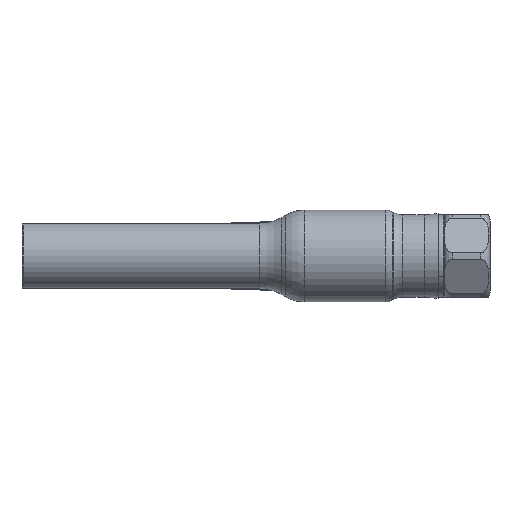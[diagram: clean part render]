
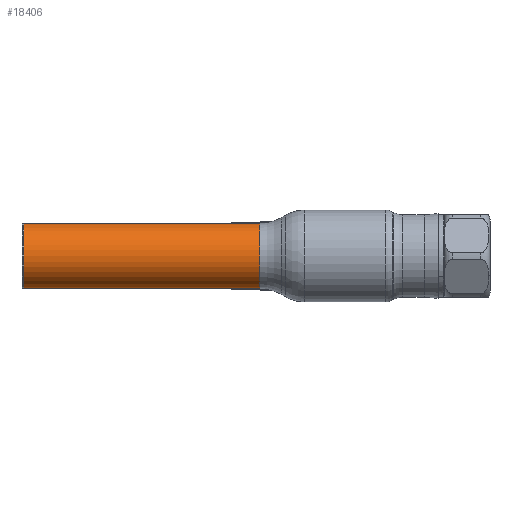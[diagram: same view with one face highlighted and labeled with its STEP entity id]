
A CAD part, front view. The second image highlights one B-rep face of the part: STEP entity #18406.
In plain terms, the highlighted cylindrical face has radius 10.65 mm (diameter 21.3 mm), a partial arc.
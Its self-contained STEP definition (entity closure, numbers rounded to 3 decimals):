
#3014 = CIRCLE ( 'NONE', #32755, 10.65 ) ;
#3969 = VECTOR ( 'NONE', #42815, 1000. ) ;
#4990 = EDGE_CURVE ( 'NONE', #9928, #37589, #3014, .T. ) ;
#8569 = ORIENTED_EDGE ( 'NONE', *, *, #28986, .F. ) ;
#9928 = VERTEX_POINT ( 'NONE', #27376 ) ;
#11121 = ORIENTED_EDGE ( 'NONE', *, *, #4990, .T. ) ;
#14626 = VECTOR ( 'NONE', #56272, 1000. ) ;
#16875 = ORIENTED_EDGE ( 'NONE', *, *, #33979, .T. ) ;
#17204 = CARTESIAN_POINT ( 'NONE',  ( -105., 0., 10.65 ) ) ;
#18406 = ADVANCED_FACE ( 'NONE', ( #38176 ), #54025, .T. ) ;
#18458 = DIRECTION ( 'NONE',  ( 0., 0., 1. ) ) ;
#18708 = LINE ( 'NONE', #24552, #14626 ) ;
#21575 = AXIS2_PLACEMENT_3D ( 'NONE', #49488, #34020, #55041 ) ;
#24552 = CARTESIAN_POINT ( 'NONE',  ( -62.69, 0., -10.65 ) ) ;
#27246 = CIRCLE ( 'NONE', #65825, 10.65 ) ;
#27376 = CARTESIAN_POINT ( 'NONE',  ( -27.786, 0., -10.65 ) ) ;
#28986 = EDGE_CURVE ( 'NONE', #9928, #34260, #18708, .T. ) ;
#32755 = AXIS2_PLACEMENT_3D ( 'NONE', #38289, #42751, #58650 ) ;
#33979 = EDGE_CURVE ( 'NONE', #37589, #42672, #57688, .T. ) ;
#34020 = DIRECTION ( 'NONE',  ( -1., 0., 0. ) ) ;
#34260 = VERTEX_POINT ( 'NONE', #55895 ) ;
#34337 = DIRECTION ( 'NONE',  ( -1., 0., 0. ) ) ;
#37589 = VERTEX_POINT ( 'NONE', #47169 ) ;
#38176 = FACE_OUTER_BOUND ( 'NONE', #55289, .T. ) ;
#38289 = CARTESIAN_POINT ( 'NONE',  ( -27.786, 0., 0. ) ) ;
#42130 = CARTESIAN_POINT ( 'NONE',  ( -62.69, 0., 10.65 ) ) ;
#42672 = VERTEX_POINT ( 'NONE', #17204 ) ;
#42751 = DIRECTION ( 'NONE',  ( -1., 0., 0. ) ) ;
#42815 = DIRECTION ( 'NONE',  ( -1., 0., 0. ) ) ;
#45759 = ORIENTED_EDGE ( 'NONE', *, *, #52917, .F. ) ;
#47169 = CARTESIAN_POINT ( 'NONE',  ( -27.786, 0., 10.65 ) ) ;
#49488 = CARTESIAN_POINT ( 'NONE',  ( -62.69, 0., 0. ) ) ;
#52917 = EDGE_CURVE ( 'NONE', #34260, #42672, #27246, .T. ) ;
#54025 = CYLINDRICAL_SURFACE ( 'NONE', #21575, 10.65 ) ;
#55041 = DIRECTION ( 'NONE',  ( 0., 0., 1. ) ) ;
#55289 = EDGE_LOOP ( 'NONE', ( #8569, #11121, #16875, #45759 ) ) ;
#55895 = CARTESIAN_POINT ( 'NONE',  ( -105., 0., -10.65 ) ) ;
#56272 = DIRECTION ( 'NONE',  ( -1., 0., 0. ) ) ;
#57688 = LINE ( 'NONE', #42130, #3969 ) ;
#58650 = DIRECTION ( 'NONE',  ( 0., 0., 1. ) ) ;
#65700 = CARTESIAN_POINT ( 'NONE',  ( -105., 0., 0. ) ) ;
#65825 = AXIS2_PLACEMENT_3D ( 'NONE', #65700, #34337, #18458 ) ;
